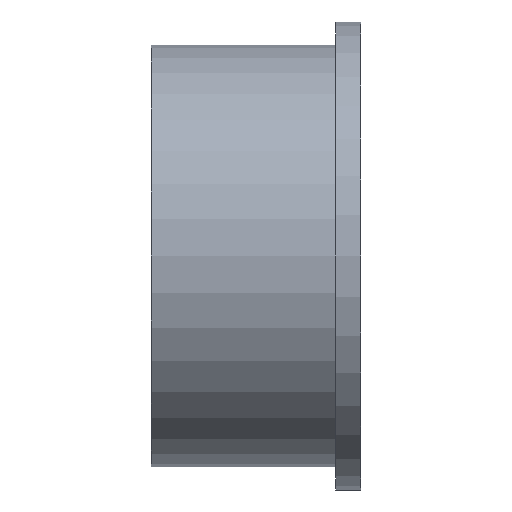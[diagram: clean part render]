
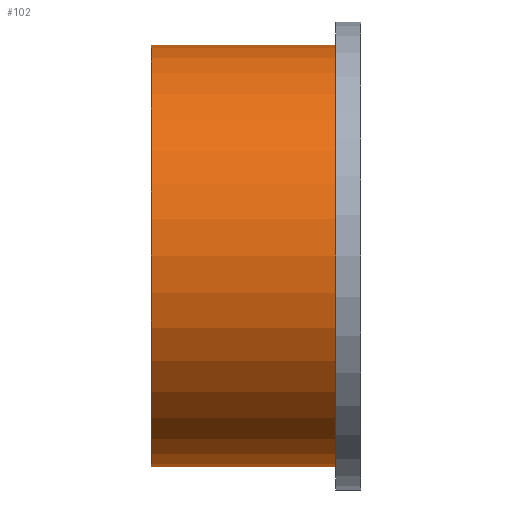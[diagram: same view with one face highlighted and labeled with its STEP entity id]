
A CAD part, front view. The second image highlights one B-rep face of the part: STEP entity #102.
In plain terms, the highlighted cylindrical face has radius 218.5 mm (diameter 437 mm), a full revolution.
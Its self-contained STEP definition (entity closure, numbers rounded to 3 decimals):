
#16=CYLINDRICAL_SURFACE('',#118,218.5);
#26=FACE_BOUND('',#48,.T.);
#34=FACE_OUTER_BOUND('',#47,.T.);
#47=EDGE_LOOP('',(#87));
#48=EDGE_LOOP('',(#88));
#58=CIRCLE('',#117,218.5);
#59=CIRCLE('',#119,218.5);
#66=VERTEX_POINT('',#173);
#67=VERTEX_POINT('',#176);
#74=EDGE_CURVE('',#66,#66,#58,.T.);
#75=EDGE_CURVE('',#67,#67,#59,.T.);
#87=ORIENTED_EDGE('',*,*,#75,.F.);
#88=ORIENTED_EDGE('',*,*,#74,.T.);
#102=ADVANCED_FACE('',(#34,#26),#16,.T.);
#117=AXIS2_PLACEMENT_3D('',#174,#145,#146);
#118=AXIS2_PLACEMENT_3D('',#175,#147,#148);
#119=AXIS2_PLACEMENT_3D('',#177,#149,#150);
#145=DIRECTION('center_axis',(-1.,0.,0.));
#146=DIRECTION('ref_axis',(0.,0.,1.));
#147=DIRECTION('center_axis',(-1.,0.,0.));
#148=DIRECTION('ref_axis',(0.,-1.,0.));
#149=DIRECTION('center_axis',(-1.,0.,0.));
#150=DIRECTION('ref_axis',(0.,0.,1.));
#173=CARTESIAN_POINT('',(220.307,-218.5,0.));
#174=CARTESIAN_POINT('Origin',(220.307,0.,0.));
#175=CARTESIAN_POINT('Origin',(124.807,0.,0.));
#176=CARTESIAN_POINT('',(29.307,-218.5,0.));
#177=CARTESIAN_POINT('Origin',(29.307,0.,0.));
